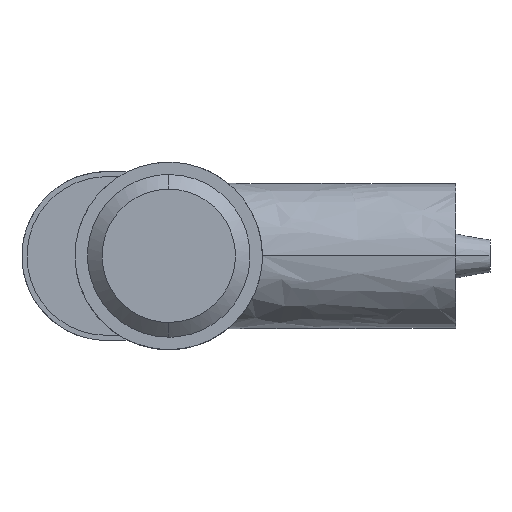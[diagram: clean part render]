
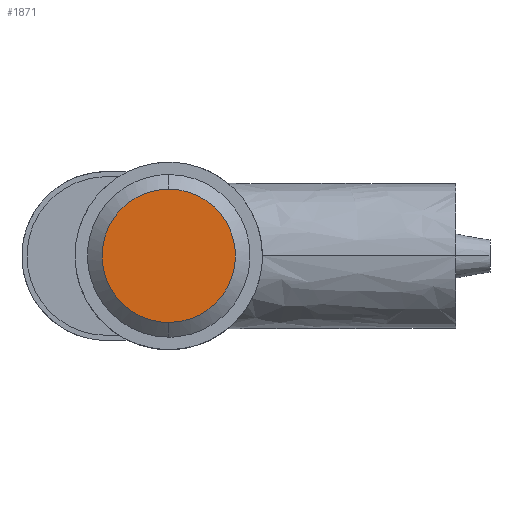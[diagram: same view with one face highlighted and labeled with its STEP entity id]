
A CAD part, top view. The second image highlights one B-rep face of the part: STEP entity #1871.
In plain terms, the highlighted free-form (B-spline) face has degree [1, 1] with [2, 2] control points.
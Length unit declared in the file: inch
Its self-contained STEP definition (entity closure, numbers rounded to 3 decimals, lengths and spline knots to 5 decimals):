
#9 = CARTESIAN_POINT ( 'NONE',  ( 0.105, 0.895, 1.21 ) ) ;
#74 = VERTEX_POINT ( 'NONE', #217 ) ;
#217 = CARTESIAN_POINT ( 'NONE',  ( 0.5, 0.895, 1.21 ) ) ;
#255 = CARTESIAN_POINT ( 'NONE',  ( 0.895, 0.5, 1.21 ) ) ;
#367 = CARTESIAN_POINT ( 'NONE',  ( 0.5, 0.895, 1.21 ) ) ;
#417 = CARTESIAN_POINT ( 'NONE',  ( 0.895, 0.105, 1.21 ) ) ;
#483 = CARTESIAN_POINT ( 'NONE',  ( 0.895, 0.105, 1.21 ) ) ;
#597 = CARTESIAN_POINT ( 'NONE',  ( 0.895, 0.895, 1.21 ) ) ;
#721 = CARTESIAN_POINT ( 'NONE',  ( 0.895, 0.895, 1.21 ) ) ;
#763 = CARTESIAN_POINT ( 'NONE',  ( 0.5, 0.105, 1.21 ) ) ;
#830 = CARTESIAN_POINT ( 'NONE',  ( 0.5, 0.105, 1.21 ) ) ;
#896 = ORIENTED_EDGE ( 'NONE', *, *, #1122, .T. ) ;
#922 = CARTESIAN_POINT ( 'NONE',  ( 0.5, 0.895, 1.21 ) ) ;
#940 = CARTESIAN_POINT ( 'NONE',  ( 0.105, 0.105, 1.21 ) ) ;
#973 = CARTESIAN_POINT ( 'NONE',  ( 0.105, 0.895, 1.21 ) ) ;
#983 = EDGE_CURVE ( 'NONE', #1662, #74, #998, .T. ) ;
#998 =( BOUNDED_CURVE ( )  B_SPLINE_CURVE ( 2, ( #763, #417, #255, #721, #922 ),
 .UNSPECIFIED., .F., .F. ) 
 B_SPLINE_CURVE_WITH_KNOTS ( ( 3, 2, 3 ),
 ( 3.14159, 4.71239, 6.28319 ),
 .UNSPECIFIED. ) 
 CURVE ( )  GEOMETRIC_REPRESENTATION_ITEM ( )  RATIONAL_B_SPLINE_CURVE ( ( 1., 0.707, 1., 0.707, 1. ) ) 
 REPRESENTATION_ITEM ( '' )  );
#1071 =( BOUNDED_CURVE ( )  B_SPLINE_CURVE ( 2, ( #367, #973, #1441, #1282, #830 ),
 .UNSPECIFIED., .F., .T. ) 
 B_SPLINE_CURVE_WITH_KNOTS ( ( 3, 2, 3 ),
 ( 0., 1.5708, 3.14159 ),
 .UNSPECIFIED. ) 
 CURVE ( )  GEOMETRIC_REPRESENTATION_ITEM ( )  RATIONAL_B_SPLINE_CURVE ( ( 1., 0.707, 1., 0.707, 1. ) ) 
 REPRESENTATION_ITEM ( '' )  );
#1122 = EDGE_CURVE ( 'NONE', #74, #1662, #1071, .T. ) ;
#1211 = B_SPLINE_SURFACE_WITH_KNOTS ( 'NONE', 1, 1, ( 
 ( #483, #940 ),
 ( #597, #9 ) ),
 .UNSPECIFIED., .F., .F., .F.,
 ( 2, 2 ),
 ( 2, 2 ),
 ( -0.395, 0.395 ),
 ( -0.395, 0.395 ),
 .UNSPECIFIED. ) ;
#1280 = EDGE_LOOP ( 'NONE', ( #896, #1519 ) ) ;
#1282 = CARTESIAN_POINT ( 'NONE',  ( 0.105, 0.105, 1.21 ) ) ;
#1306 = CARTESIAN_POINT ( 'NONE',  ( 0.5, 0.105, 1.21 ) ) ;
#1441 = CARTESIAN_POINT ( 'NONE',  ( 0.105, 0.5, 1.21 ) ) ;
#1519 = ORIENTED_EDGE ( 'NONE', *, *, #983, .T. ) ;
#1662 = VERTEX_POINT ( 'NONE', #1306 ) ;
#1837 = FACE_OUTER_BOUND ( 'NONE', #1280, .T. ) ;
#1871 = ADVANCED_FACE ( 'NONE', ( #1837 ), #1211, .T. ) ;
